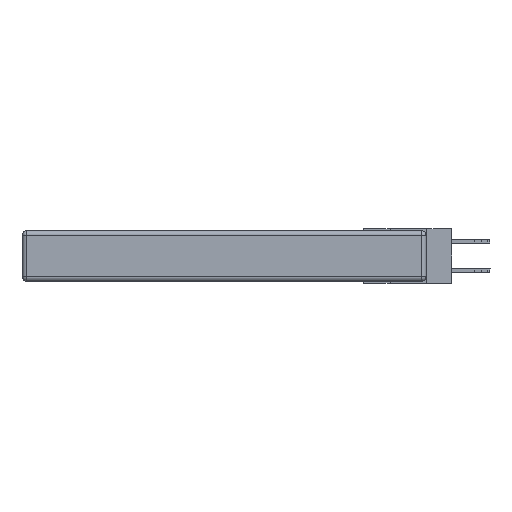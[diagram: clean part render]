
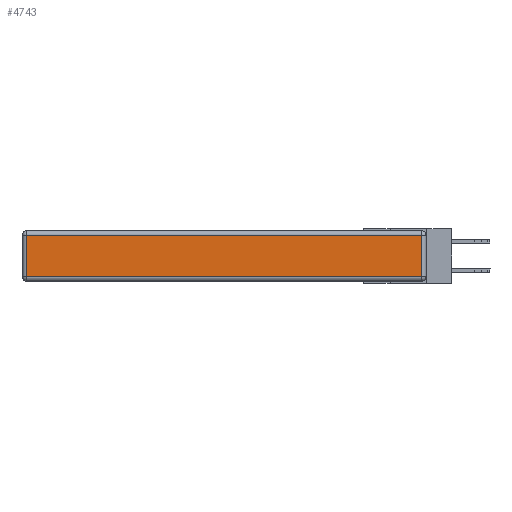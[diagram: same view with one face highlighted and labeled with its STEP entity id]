
A CAD part, left-side view. The second image highlights one B-rep face of the part: STEP entity #4743.
In plain terms, the highlighted planar face has unit normal (-1, 0, 0).
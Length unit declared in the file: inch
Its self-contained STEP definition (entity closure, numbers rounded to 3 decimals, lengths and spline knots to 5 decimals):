
#102 = CARTESIAN_POINT ( 'NONE',  ( 0., 0., -0.313 ) ) ;
#271 = CARTESIAN_POINT ( 'NONE',  ( 0., 2.72, -0.343 ) ) ;
#686 = EDGE_CURVE ( 'NONE', #1556, #19096, #2341, .T. ) ;
#1249 = CARTESIAN_POINT ( 'NONE',  ( 0., 2.72, -0.03 ) ) ;
#1410 = ORIENTED_EDGE ( 'NONE', *, *, #4383, .T. ) ;
#1433 = VECTOR ( 'NONE', #16020, 39.37008 ) ;
#1556 = VERTEX_POINT ( 'NONE', #18048 ) ;
#1689 = DIRECTION ( 'NONE',  ( 0., -1., 0. ) ) ;
#2341 = LINE ( 'NONE', #7496, #18460 ) ;
#2464 = CARTESIAN_POINT ( 'NONE',  ( 0., 2.72, -0.313 ) ) ;
#4383 = EDGE_CURVE ( 'NONE', #7269, #6480, #11739, .T. ) ;
#4743 = ADVANCED_FACE ( 'NONE', ( #15414 ), #7604, .T. ) ;
#4799 = CARTESIAN_POINT ( 'NONE',  ( 0., 0.03, -0.313 ) ) ;
#5752 = ORIENTED_EDGE ( 'NONE', *, *, #12567, .T. ) ;
#6295 = VECTOR ( 'NONE', #1689, 39.37008 ) ;
#6480 = VERTEX_POINT ( 'NONE', #4799 ) ;
#7269 = VERTEX_POINT ( 'NONE', #2464 ) ;
#7496 = CARTESIAN_POINT ( 'NONE',  ( 0., 2.75, -0.03 ) ) ;
#7604 = PLANE ( 'NONE',  #15218 ) ;
#7782 = EDGE_CURVE ( 'NONE', #6480, #1556, #9384, .T. ) ;
#9097 = DIRECTION ( 'NONE',  ( 0., 1., 0. ) ) ;
#9384 = LINE ( 'NONE', #16819, #15058 ) ;
#10574 = CARTESIAN_POINT ( 'NONE',  ( 0., 0., -0.343 ) ) ;
#10770 = DIRECTION ( 'NONE',  ( 0., 0., 1. ) ) ;
#11611 = ORIENTED_EDGE ( 'NONE', *, *, #686, .T. ) ;
#11739 = LINE ( 'NONE', #102, #6295 ) ;
#12567 = EDGE_CURVE ( 'NONE', #19096, #7269, #15588, .T. ) ;
#15058 = VECTOR ( 'NONE', #10770, 39.37008 ) ;
#15218 = AXIS2_PLACEMENT_3D ( 'NONE', #10574, #15538, #15463 ) ;
#15414 = FACE_OUTER_BOUND ( 'NONE', #18076, .T. ) ;
#15463 = DIRECTION ( 'NONE',  ( 0., 0., 1. ) ) ;
#15538 = DIRECTION ( 'NONE',  ( -1., 0., 0. ) ) ;
#15588 = LINE ( 'NONE', #271, #1433 ) ;
#16020 = DIRECTION ( 'NONE',  ( 0., 0., -1. ) ) ;
#16819 = CARTESIAN_POINT ( 'NONE',  ( 0., 0.03, -0.343 ) ) ;
#17209 = ORIENTED_EDGE ( 'NONE', *, *, #7782, .T. ) ;
#18048 = CARTESIAN_POINT ( 'NONE',  ( 0., 0.03, -0.03 ) ) ;
#18076 = EDGE_LOOP ( 'NONE', ( #1410, #17209, #11611, #5752 ) ) ;
#18460 = VECTOR ( 'NONE', #9097, 39.37008 ) ;
#19096 = VERTEX_POINT ( 'NONE', #1249 ) ;
